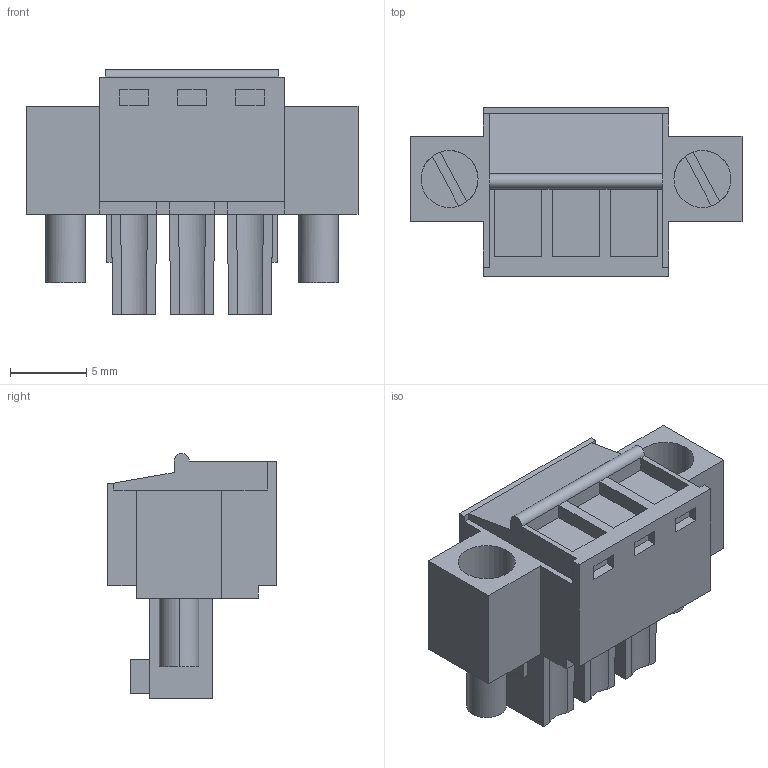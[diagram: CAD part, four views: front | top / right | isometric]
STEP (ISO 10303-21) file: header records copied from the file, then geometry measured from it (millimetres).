
FILE_DESCRIPTION(('CATIA V5 STEP','CAx-IF Rec.Pracs.--- Model Styling and Organization---1.2---2011-12-15'),'2;1');
FILE_NAME ('D1459729_0_1941020000_1941020000.stp','2017-04-14T13:29:47+00:00',('none'),('Weidmueller'),'CATIA Version 5-6 Release 2014','CATIA V5 STEP AP214','none');
FILE_SCHEMA(('AUTOMOTIVE_DESIGN { 1 0 10303 214 1 1 1 1 }'));
Length unit declared in the file: millimetre
Products named in the file (1): 1941020000
Bounding box: 21.82 x 11.1 x 16.1 mm (x, y, z)
Volume: 1570 mm3; surface area: 1797.4 mm2
Topology: 6 solids, 6 shells, 208 faces, 515 edges, 338 vertices
Faces by surface type: plane 167, cylinder 41
Entity records: 6046 total; most frequent: CARTESIAN_POINT 1196, ORIENTED_EDGE 1030, DIRECTION 866, EDGE_CURVE 515, VECTOR 407, LINE 407, VERTEX_POINT 338, AXIS2_PLACEMENT_3D 273
